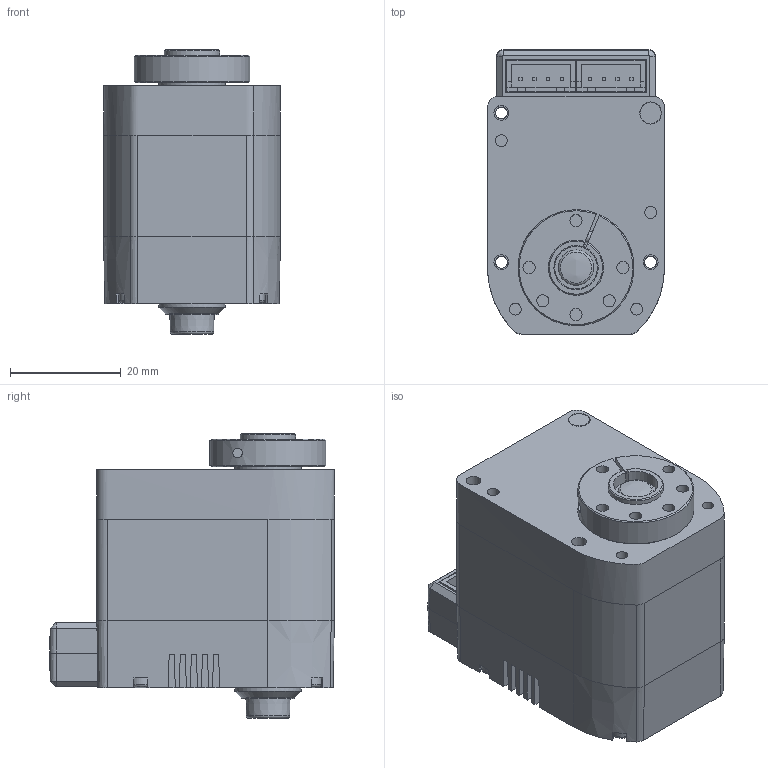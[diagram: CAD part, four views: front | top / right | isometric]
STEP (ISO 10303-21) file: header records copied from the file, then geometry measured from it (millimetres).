
FILE_DESCRIPTION((''),'2;1');
FILE_NAME('TEMP.stp','2017-10-30T16:56:13',(''),(''),'STEP Write','Mastercam X9 ... CNC Software, Inc.','');
FILE_SCHEMA(('AUTOMOTIVE_DESIGN'));
Length unit declared in the file: millimetre
Products named in the file (1): None
Bounding box: 32 x 51.5 x 51.5 mm (x, y, z)
Volume: 56117.9 mm3; surface area: 14385.3 mm2
Topology: 6 solids, 6 shells, 349 faces, 897 edges, 602 vertices
Faces by surface type: plane 225, cylinder 67, cone 33, bspline 10, torus 8, sphere 6
Full cylindrical faces by diameter (mm): 1.7 x1, 2 x1, 2.15 x4, 2.2 x6, 2.3 x2, 2.4 x1, 2.6 x3, 2.7 x8, 3 x1, 3.8 x2, 4 x1, 4.2 x1, 4.3 x5, 6 x1, 6.4 x1, 7.7 x1, 8 x2, 9 x1, 9.5 x1, 11 x1, 12 x1
Entity records: 10977 total; most frequent: CARTESIAN_POINT 2961, ORIENTED_EDGE 1596, DIRECTION 1542, EDGE_CURVE 798, VERTEX_POINT 565, VECTOR 524, LINE 524, AXIS2_PLACEMENT_3D 509
